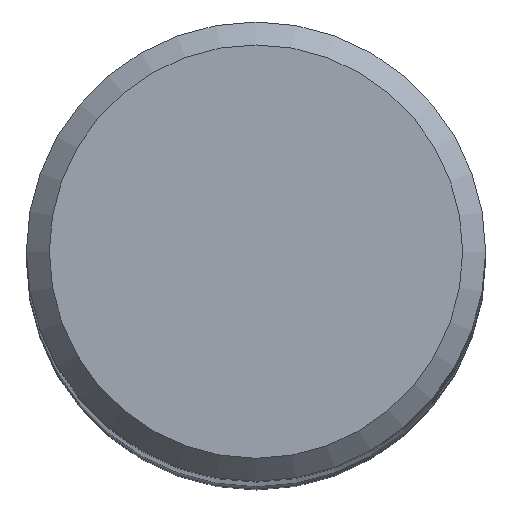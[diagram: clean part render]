
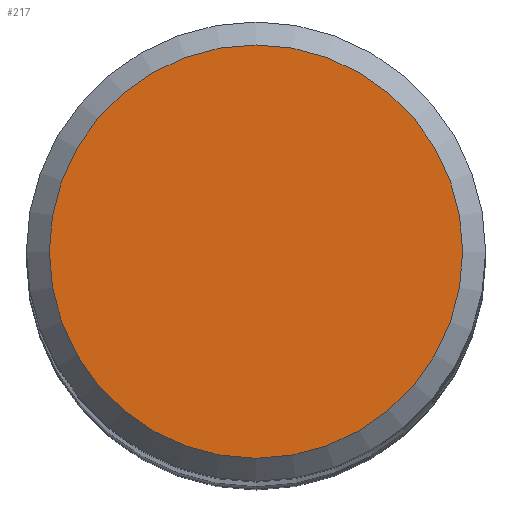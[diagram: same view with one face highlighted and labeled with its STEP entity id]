
A CAD part, top view. The second image highlights one B-rep face of the part: STEP entity #217.
In plain terms, the highlighted planar face has unit normal (0, 0, 1).
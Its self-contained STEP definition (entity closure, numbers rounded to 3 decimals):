
#177 = VERTEX_POINT('', #178);
#178 = CARTESIAN_POINT('', (-3.6, 0., 0.));
#184 = EDGE_CURVE('', #177, #177, #185, .T.);
#185 = CIRCLE('', #186, 3.6);
#186 = AXIS2_PLACEMENT_3D('', #187, #188, #189);
#187 = CARTESIAN_POINT('', (0., 0., 0.));
#188 = DIRECTION('', (0., 0., -1.));
#189 = DIRECTION('', (-1., 0., 0.));
#217 = ADVANCED_FACE('', (#218), #221, .T.);
#218 = FACE_OUTER_BOUND('', #219, .T.);
#219 = EDGE_LOOP('', (#220));
#220 = ORIENTED_EDGE('', *, *, #184, .F.);
#221 = PLANE('', #222);
#222 = AXIS2_PLACEMENT_3D('', #223, #224, #225);
#223 = CARTESIAN_POINT('', (5.6, -5.6, 0.));
#224 = DIRECTION('', (0., 0., 1.));
#225 = DIRECTION('', (0., 1., 0.));
